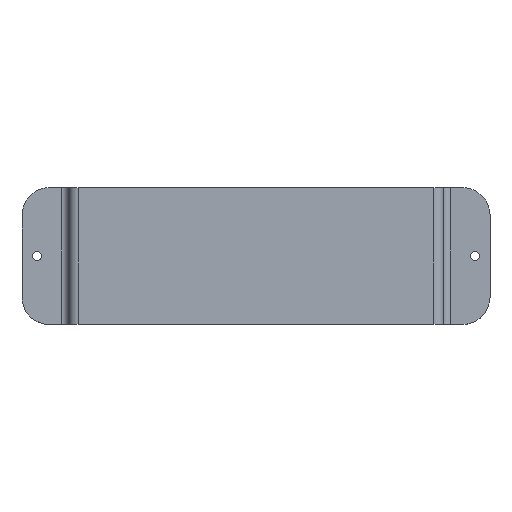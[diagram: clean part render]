
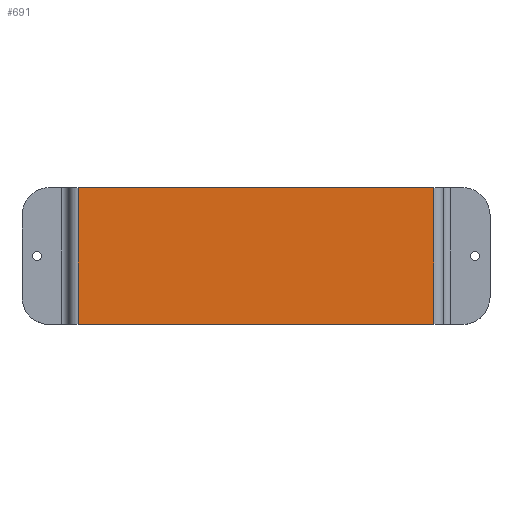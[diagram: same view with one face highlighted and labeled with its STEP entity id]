
A CAD part, top view. The second image highlights one B-rep face of the part: STEP entity #691.
In plain terms, the highlighted planar face has unit normal (0, 0, 1).
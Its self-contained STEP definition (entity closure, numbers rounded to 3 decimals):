
#664=AXIS2_PLACEMENT_3D('Plane Axis2P3D',#661,#662,#663) ;
#581=CARTESIAN_POINT('Vertex',(150.5,50.,16.5)) ;
#629=CARTESIAN_POINT('Vertex',(150.5,0.,16.5)) ;
#649=CARTESIAN_POINT('Line Origine',(150.5,25.,16.5)) ;
#661=CARTESIAN_POINT('Axis2P3D Location',(85.5,25.,16.5)) ;
#666=CARTESIAN_POINT('Line Origine',(85.5,50.,16.5)) ;
#670=CARTESIAN_POINT('Vertex',(20.5,50.,16.5)) ;
#673=CARTESIAN_POINT('Line Origine',(20.5,25.,16.5)) ;
#677=CARTESIAN_POINT('Vertex',(20.5,0.,16.5)) ;
#680=CARTESIAN_POINT('Line Origine',(85.5,0.,16.5)) ;
#650=DIRECTION('Vector Direction',(0.,-1.,0.)) ;
#662=DIRECTION('Axis2P3D Direction',(0.,0.,1.)) ;
#663=DIRECTION('Axis2P3D XDirection',(1.,0.,0.)) ;
#667=DIRECTION('Vector Direction',(1.,0.,0.)) ;
#674=DIRECTION('Vector Direction',(0.,1.,0.)) ;
#681=DIRECTION('Vector Direction',(1.,0.,0.)) ;
#651=VECTOR('Line Direction',#650,1.) ;
#668=VECTOR('Line Direction',#667,1.) ;
#675=VECTOR('Line Direction',#674,1.) ;
#682=VECTOR('Line Direction',#681,1.) ;
#686=ORIENTED_EDGE('',*,*,#672,.T.) ;
#687=ORIENTED_EDGE('',*,*,#679,.F.) ;
#688=ORIENTED_EDGE('',*,*,#684,.T.) ;
#689=ORIENTED_EDGE('',*,*,#653,.F.) ;
#691=ADVANCED_FACE('Koerper.2',(#690),#665,.T.) ;
#653=EDGE_CURVE('',#582,#630,#652,.T.) ;
#672=EDGE_CURVE('',#582,#671,#669,.F.) ;
#679=EDGE_CURVE('',#678,#671,#676,.T.) ;
#684=EDGE_CURVE('',#678,#630,#683,.T.) ;
#685=EDGE_LOOP('',(#686,#687,#688,#689)) ;
#690=FACE_OUTER_BOUND('',#685,.T.) ;
#652=LINE('Line',#649,#651) ;
#669=LINE('Line',#666,#668) ;
#676=LINE('Line',#673,#675) ;
#683=LINE('Line',#680,#682) ;
#665=PLANE('',#664) ;
#582=VERTEX_POINT('',#581) ;
#630=VERTEX_POINT('',#629) ;
#671=VERTEX_POINT('',#670) ;
#678=VERTEX_POINT('',#677) ;
